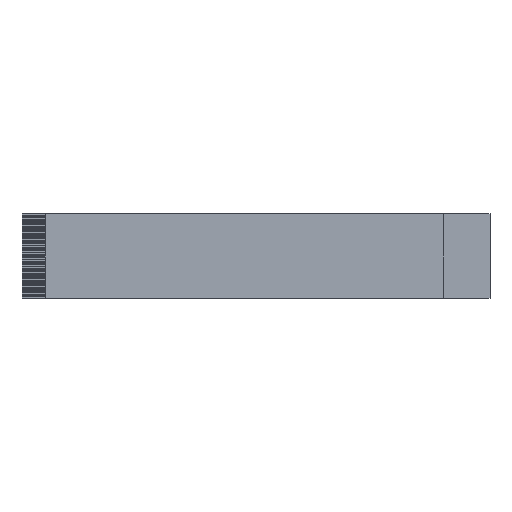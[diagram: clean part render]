
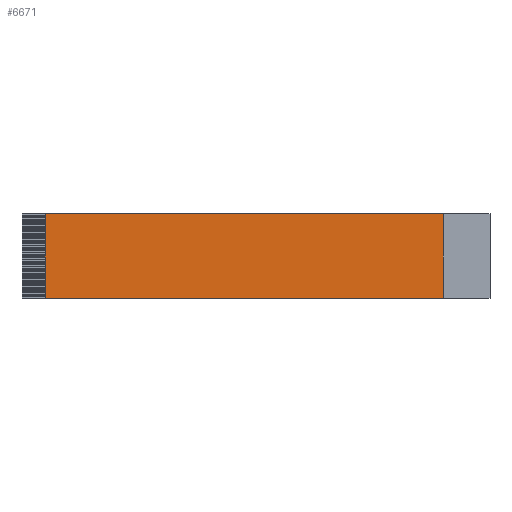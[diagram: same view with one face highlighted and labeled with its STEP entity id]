
A CAD part, top view. The second image highlights one B-rep face of the part: STEP entity #6671.
In plain terms, the highlighted planar face has unit normal (0, 0, 1).
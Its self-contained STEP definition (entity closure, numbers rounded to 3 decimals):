
#485=ORIENTED_EDGE('',*,*,#1934,.F.);
#486=ORIENTED_EDGE('',*,*,#1688,.F.);
#487=ORIENTED_EDGE('',*,*,#1935,.T.);
#488=ORIENTED_EDGE('',*,*,#1678,.T.);
#1678=EDGE_CURVE('',#2422,#2421,#2869,.T.);
#1688=EDGE_CURVE('',#2429,#2269,#2878,.T.);
#1934=EDGE_CURVE('',#2269,#2421,#3124,.T.);
#1935=EDGE_CURVE('',#2429,#2422,#3125,.T.);
#2269=VERTEX_POINT('',#8277);
#2421=VERTEX_POINT('',#8591);
#2422=VERTEX_POINT('',#8593);
#2429=VERTEX_POINT('',#8612);
#2869=LINE('',#8592,#3611);
#2878=LINE('',#8613,#3620);
#3124=LINE('',#9139,#3866);
#3125=LINE('',#9140,#3867);
#3611=VECTOR('',#7227,1000.);
#3620=VECTOR('',#7238,1000.);
#3866=VECTOR('',#7628,1000.);
#3867=VECTOR('',#7629,1000.);
#4275=EDGE_LOOP('',(#485,#486,#487,#488));
#4505=FACE_BOUND('',#4275,.T.);
#4735=PLANE('',#6908);
#6671=ADVANCED_FACE('',(#4505),#4735,.F.);
#6908=AXIS2_PLACEMENT_3D('',#9138,#7626,#7627);
#7227=DIRECTION('',(1.,0.,0.));
#7238=DIRECTION('',(1.,0.,0.));
#7626=DIRECTION('',(0.,0.,-1.));
#7627=DIRECTION('',(-1.,0.,0.));
#7628=DIRECTION('',(0.,-1.,0.));
#7629=DIRECTION('',(0.,-1.,0.));
#8277=CARTESIAN_POINT('',(40.,9.,0.095));
#8591=CARTESIAN_POINT('',(40.,-9.,0.095));
#8592=CARTESIAN_POINT('',(-45.,-9.,0.095));
#8593=CARTESIAN_POINT('',(-45.,-9.,0.095));
#8612=CARTESIAN_POINT('',(-45.,9.,0.095));
#8613=CARTESIAN_POINT('',(-45.,9.,0.095));
#9138=CARTESIAN_POINT('',(-45.,9.,0.095));
#9139=CARTESIAN_POINT('',(40.,9.,0.095));
#9140=CARTESIAN_POINT('',(-45.,9.,0.095));
